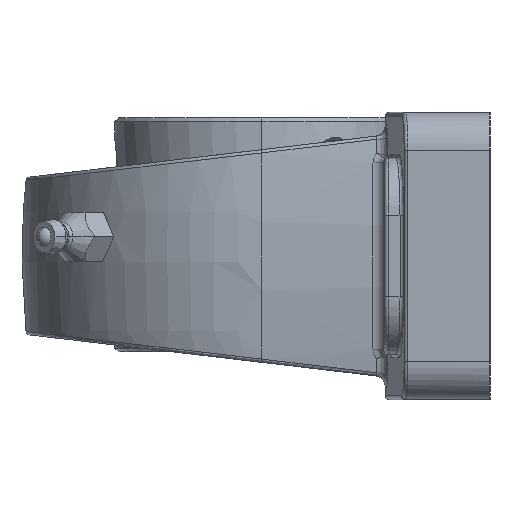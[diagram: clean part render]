
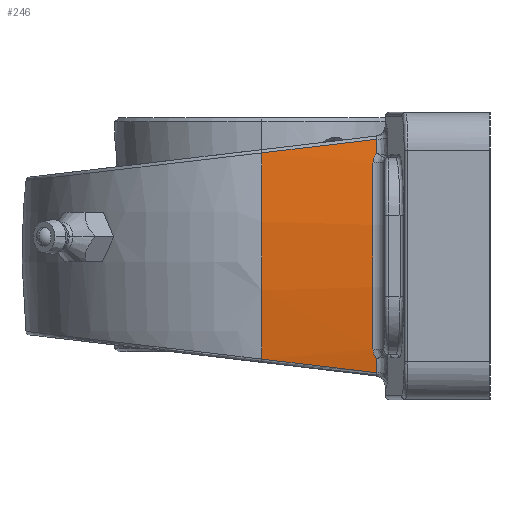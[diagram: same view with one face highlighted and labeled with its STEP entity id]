
A CAD part, left-side view. The second image highlights one B-rep face of the part: STEP entity #246.
In plain terms, the highlighted cylindrical face has radius 96.8 mm (diameter 193.6 mm), a partial arc.
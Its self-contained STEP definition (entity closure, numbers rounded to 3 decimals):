
#242 = ORIENTED_EDGE ( 'NONE', *, *, #243, .T. ) ;
#243 = EDGE_CURVE ( 'NONE', #11448, #249, #3171, .T. ) ;
#244 = EDGE_CURVE ( 'NONE', #249, #11458, #3215, .T. ) ;
#246 = ADVANCED_FACE ( 'NONE', ( #3173 ), #3179, .T. ) ;
#249 = VERTEX_POINT ( 'NONE', #3216 ) ;
#250 = ORIENTED_EDGE ( 'NONE', *, *, #280, .T. ) ;
#252 = VERTEX_POINT ( 'NONE', #3205 ) ;
#253 = EDGE_CURVE ( 'NONE', #437, #11448, #11674, .T. ) ;
#272 = ORIENTED_EDGE ( 'NONE', *, *, #253, .T. ) ;
#273 = ORIENTED_EDGE ( 'NONE', *, *, #455, .T. ) ;
#274 = EDGE_CURVE ( 'NONE', #11440, #441, #3234, .T. ) ;
#279 = ORIENTED_EDGE ( 'NONE', *, *, #274, .T. ) ;
#280 = EDGE_CURVE ( 'NONE', #441, #437, #3256, .T. ) ;
#433 = EDGE_CURVE ( 'NONE', #11458, #11452, #3945, .T. ) ;
#436 = ORIENTED_EDGE ( 'NONE', *, *, #433, .T. ) ;
#437 = VERTEX_POINT ( 'NONE', #3869 ) ;
#441 = VERTEX_POINT ( 'NONE', #3902 ) ;
#450 = ORIENTED_EDGE ( 'NONE', *, *, #244, .T. ) ;
#455 = EDGE_CURVE ( 'NONE', #252, #11440, #3932, .T. ) ;
#456 = EDGE_CURVE ( 'NONE', #11452, #252, #3208, .T. ) ;
#3171 =( BOUNDED_CURVE ( )  B_SPLINE_CURVE ( 3, ( #3222, #3221, #3220, #3219 ),
 .UNSPECIFIED., .F., .T. ) 
 B_SPLINE_CURVE_WITH_KNOTS ( ( 4, 4 ),
 ( 1.712, 1.731 ),
 .UNSPECIFIED. ) 
 CURVE ( )  GEOMETRIC_REPRESENTATION_ITEM ( )  RATIONAL_B_SPLINE_CURVE ( ( 1., 1., 1., 1. ) ) 
 REPRESENTATION_ITEM ( '' )  );
#3173 = FACE_OUTER_BOUND ( 'NONE', #11451, .T. ) ;
#3179 = CYLINDRICAL_SURFACE ( 'NONE', #3218, 96.8 ) ;
#3192 = CARTESIAN_POINT ( 'NONE',  ( 65., -24.109, 0. ) ) ;
#3201 = DIRECTION ( 'NONE',  ( 0., 1., 0. ) ) ;
#3202 = AXIS2_PLACEMENT_3D ( 'NONE', #3207, #3201, #3391 ) ;
#3205 = CARTESIAN_POINT ( 'NONE',  ( -31.014, 15.5, 12.309 ) ) ;
#3206 = DIRECTION ( 'NONE',  ( 0., 0., 1. ) ) ;
#3207 = CARTESIAN_POINT ( 'NONE',  ( 65., 15.5, 0. ) ) ;
#3208 = CIRCLE ( 'NONE', #3202, 96.8 ) ;
#3209 = CARTESIAN_POINT ( 'NONE',  ( -30.842, 15.026, -13.582 ) ) ;
#3210 = CARTESIAN_POINT ( 'NONE',  ( -30.754, 15.033, -14.206 ) ) ;
#3211 = CARTESIAN_POINT ( 'NONE',  ( -30.659, 15.039, -14.83 ) ) ;
#3212 = CARTESIAN_POINT ( 'NONE',  ( -30.559, 15.046, -15.452 ) ) ;
#3215 =( BOUNDED_CURVE ( )  B_SPLINE_CURVE ( 3, ( #3212, #3211, #3210, #3209 ),
 .UNSPECIFIED., .F., .T. ) 
 B_SPLINE_CURVE_WITH_KNOTS ( ( 4, 4 ),
 ( 2.981, 3.001 ),
 .UNSPECIFIED. ) 
 CURVE ( )  GEOMETRIC_REPRESENTATION_ITEM ( )  RATIONAL_B_SPLINE_CURVE ( ( 1., 1., 1., 1. ) ) 
 REPRESENTATION_ITEM ( '' )  );
#3216 = CARTESIAN_POINT ( 'NONE',  ( -30.559, 15.046, -15.452 ) ) ;
#3217 = DIRECTION ( 'NONE',  ( 0., 1., 0. ) ) ;
#3218 = AXIS2_PLACEMENT_3D ( 'NONE', #3192, #3217, #3206 ) ;
#3219 = CARTESIAN_POINT ( 'NONE',  ( -30.559, 15.046, -15.452 ) ) ;
#3220 = CARTESIAN_POINT ( 'NONE',  ( -30.656, 20.09, -14.852 ) ) ;
#3221 = CARTESIAN_POINT ( 'NONE',  ( -30.747, 25.142, -14.251 ) ) ;
#3222 = CARTESIAN_POINT ( 'NONE',  ( -30.833, 30.2, -13.65 ) ) ;
#3233 = CARTESIAN_POINT ( 'NONE',  ( -30.842, 15.026, 13.582 ) ) ;
#3234 =( BOUNDED_CURVE ( )  B_SPLINE_CURVE ( 3, ( #3233, #3260, #3259, #3258 ),
 .UNSPECIFIED., .F., .T. ) 
 B_SPLINE_CURVE_WITH_KNOTS ( ( 4, 4 ),
 ( 3.282, 3.302 ),
 .UNSPECIFIED. ) 
 CURVE ( )  GEOMETRIC_REPRESENTATION_ITEM ( )  RATIONAL_B_SPLINE_CURVE ( ( 1., 1., 1., 1. ) ) 
 REPRESENTATION_ITEM ( '' )  );
#3253 = CARTESIAN_POINT ( 'NONE',  ( -30.559, 15.046, 15.452 ) ) ;
#3256 =( BOUNDED_CURVE ( )  B_SPLINE_CURVE ( 3, ( #3253, #3370, #3369, #3368 ),
 .UNSPECIFIED., .F., .F. ) 
 B_SPLINE_CURVE_WITH_KNOTS ( ( 4, 4 ),
 ( 4.552, 4.571 ),
 .UNSPECIFIED. ) 
 CURVE ( )  GEOMETRIC_REPRESENTATION_ITEM ( )  RATIONAL_B_SPLINE_CURVE ( ( 1., 1., 1., 1. ) ) 
 REPRESENTATION_ITEM ( '' )  );
#3258 = CARTESIAN_POINT ( 'NONE',  ( -30.559, 15.046, 15.452 ) ) ;
#3259 = CARTESIAN_POINT ( 'NONE',  ( -30.659, 15.039, 14.83 ) ) ;
#3260 = CARTESIAN_POINT ( 'NONE',  ( -30.754, 15.033, 14.206 ) ) ;
#3368 = CARTESIAN_POINT ( 'NONE',  ( -30.833, 30.2, 13.65 ) ) ;
#3369 = CARTESIAN_POINT ( 'NONE',  ( -30.747, 25.142, 14.251 ) ) ;
#3370 = CARTESIAN_POINT ( 'NONE',  ( -30.656, 20.09, 14.852 ) ) ;
#3391 = DIRECTION ( 'NONE',  ( 0., 0., 1. ) ) ;
#3869 = CARTESIAN_POINT ( 'NONE',  ( -30.833, 30.2, 13.65 ) ) ;
#3902 = CARTESIAN_POINT ( 'NONE',  ( -30.559, 15.046, 15.452 ) ) ;
#3922 = CARTESIAN_POINT ( 'NONE',  ( -30.842, 15.026, 13.582 ) ) ;
#3923 = CARTESIAN_POINT ( 'NONE',  ( -30.868, 15.179, 13.405 ) ) ;
#3924 = CARTESIAN_POINT ( 'NONE',  ( -30.895, 15.296, 13.207 ) ) ;
#3925 = CARTESIAN_POINT ( 'NONE',  ( -30.954, 15.459, 12.77 ) ) ;
#3926 = CARTESIAN_POINT ( 'NONE',  ( -30.984, 15.5, 12.543 ) ) ;
#3927 = CARTESIAN_POINT ( 'NONE',  ( -31.014, 15.5, 12.309 ) ) ;
#3932 = B_SPLINE_CURVE_WITH_KNOTS ( 'NONE', 3,
 ( #3927, #3926, #3925, #3924, #3923, #3922 ),
 .UNSPECIFIED., .F., .F.,
 ( 4, 2, 4 ),
 ( 0., 0.001, 0.001 ),
 .UNSPECIFIED. ) ;
#3935 = CARTESIAN_POINT ( 'NONE',  ( -31.014, 15.5, -12.309 ) ) ;
#3936 = CARTESIAN_POINT ( 'NONE',  ( -30.984, 15.5, -12.543 ) ) ;
#3937 = CARTESIAN_POINT ( 'NONE',  ( -30.954, 15.459, -12.77 ) ) ;
#3938 = CARTESIAN_POINT ( 'NONE',  ( -30.895, 15.296, -13.206 ) ) ;
#3939 = CARTESIAN_POINT ( 'NONE',  ( -30.868, 15.179, -13.405 ) ) ;
#3940 = CARTESIAN_POINT ( 'NONE',  ( -30.842, 15.026, -13.582 ) ) ;
#3945 = B_SPLINE_CURVE_WITH_KNOTS ( 'NONE', 3,
 ( #3940, #3939, #3938, #3937, #3936, #3935 ),
 .UNSPECIFIED., .F., .F.,
 ( 4, 2, 4 ),
 ( 0., 0.001, 0.001 ),
 .UNSPECIFIED. ) ;
#8832 = CARTESIAN_POINT ( 'NONE',  ( -30.842, 15.026, 13.582 ) ) ;
#8906 = CARTESIAN_POINT ( 'NONE',  ( -31.014, 15.5, -12.309 ) ) ;
#8912 = CARTESIAN_POINT ( 'NONE',  ( -30.833, 30.2, -13.65 ) ) ;
#8942 = CARTESIAN_POINT ( 'NONE',  ( -30.842, 15.026, -13.582 ) ) ;
#11440 = VERTEX_POINT ( 'NONE', #8832 ) ;
#11448 = VERTEX_POINT ( 'NONE', #8912 ) ;
#11451 = EDGE_LOOP ( 'NONE', ( #242, #450, #436, #11459, #273, #279, #250, #272 ) ) ;
#11452 = VERTEX_POINT ( 'NONE', #8906 ) ;
#11458 = VERTEX_POINT ( 'NONE', #8942 ) ;
#11459 = ORIENTED_EDGE ( 'NONE', *, *, #456, .T. ) ;
#11650 = AXIS2_PLACEMENT_3D ( 'NONE', #11666, #11692, #11693 ) ;
#11666 = CARTESIAN_POINT ( 'NONE',  ( 65., 30.2, 0. ) ) ;
#11674 = CIRCLE ( 'NONE', #11650, 96.8 ) ;
#11692 = DIRECTION ( 'NONE',  ( 0., -1., 0. ) ) ;
#11693 = DIRECTION ( 'NONE',  ( 0., 0., -1. ) ) ;
